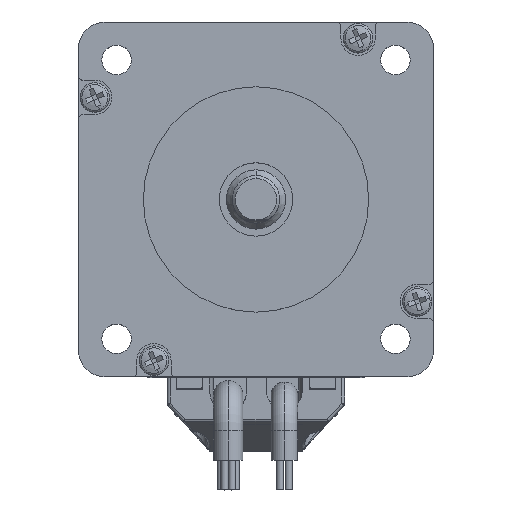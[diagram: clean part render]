
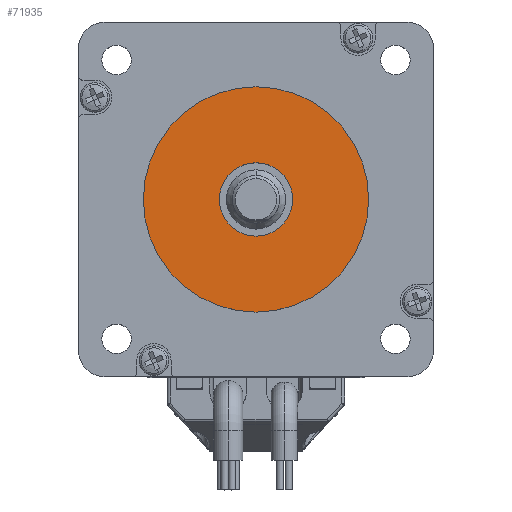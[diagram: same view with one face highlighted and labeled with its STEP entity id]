
A CAD part, top view. The second image highlights one B-rep face of the part: STEP entity #71935.
In plain terms, the highlighted planar face has unit normal (0, 0, 1).
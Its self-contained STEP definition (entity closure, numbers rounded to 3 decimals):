
#67407=CARTESIAN_POINT('',(-19.05,-0.,3.8));
#67408=VERTEX_POINT('',#67407);
#67409=CARTESIAN_POINT('',(19.05,0.,3.8));
#67410=VERTEX_POINT('',#67409);
#67411=CARTESIAN_POINT('',(0.,0.,3.8));
#67412=DIRECTION('',(0.,0.,-1.));
#67413=DIRECTION('',(-1.,0.,0.));
#67414=AXIS2_PLACEMENT_3D('',#67411,#67412,#67413);
#67415=CIRCLE('',#67414,19.05);
#67416=EDGE_CURVE('',#67408,#67410,#67415,.T.);
#67498=CARTESIAN_POINT('',(6.2,0.,3.8));
#67499=VERTEX_POINT('',#67498);
#67506=CARTESIAN_POINT('',(-6.2,-0.,3.8));
#67507=VERTEX_POINT('',#67506);
#67508=CARTESIAN_POINT('',(0.,0.,3.8));
#67509=DIRECTION('',(0.,0.,-1.));
#67510=DIRECTION('',(-1.,0.,0.));
#67511=AXIS2_PLACEMENT_3D('',#67508,#67509,#67510);
#67512=CIRCLE('',#67511,6.2);
#67513=EDGE_CURVE('',#67507,#67499,#67512,.T.);
#67524=CARTESIAN_POINT('',(0.,0.,3.8));
#67525=DIRECTION('',(0.,0.,-1.));
#67526=DIRECTION('',(-1.,0.,0.));
#67527=AXIS2_PLACEMENT_3D('',#67524,#67525,#67526);
#67528=CIRCLE('',#67527,6.2);
#67529=EDGE_CURVE('',#67499,#67507,#67528,.T.);
#71916=CARTESIAN_POINT('',(0.,0.,3.8));
#71917=DIRECTION('',(0.,0.,1.));
#71918=DIRECTION('',(1.,0.,0.));
#71919=AXIS2_PLACEMENT_3D('',#71916,#71917,#71918);
#71920=PLANE('',#71919);
#71921=ORIENTED_EDGE('',*,*,#67513,.T.);
#71922=ORIENTED_EDGE('',*,*,#67529,.T.);
#71923=EDGE_LOOP('',(#71921,#71922));
#71924=FACE_BOUND('',#71923,.T.);
#71925=ORIENTED_EDGE('',*,*,#67416,.F.);
#71926=CARTESIAN_POINT('',(0.,0.,3.8));
#71927=DIRECTION('',(-0.,-0.,-1.));
#71928=DIRECTION('',(-1.,0.,0.));
#71929=AXIS2_PLACEMENT_3D('',#71926,#71927,#71928);
#71930=CIRCLE('',#71929,19.05);
#71931=EDGE_CURVE('',#67410,#67408,#71930,.T.);
#71932=ORIENTED_EDGE('',*,*,#71931,.F.);
#71933=EDGE_LOOP('',(#71925,#71932));
#71934=FACE_BOUND('',#71933,.T.);
#71935=ADVANCED_FACE('NONE',(#71924,#71934),#71920,.T.);
